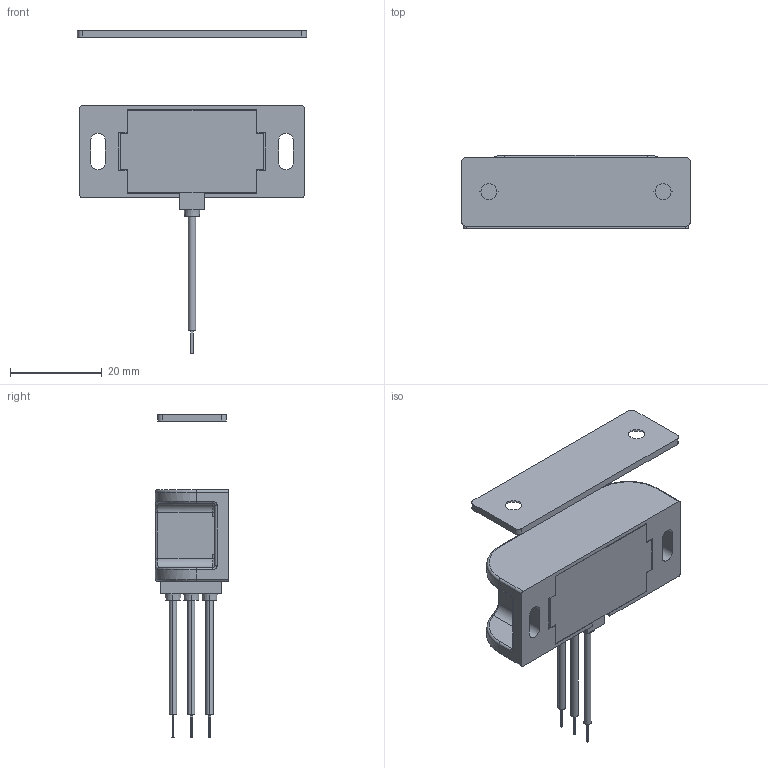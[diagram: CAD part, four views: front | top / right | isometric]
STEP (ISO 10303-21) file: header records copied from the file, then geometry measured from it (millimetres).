
FILE_DESCRIPTION (( 'STEP AP214' ), '1' );
FILE_NAME ('TL_402.STEP', '2015-02-23T00:33:21', ( '' ), ( '' ), 'SwSTEP 2.0', 'SolidWorks 2015', '' );
FILE_SCHEMA (( 'AUTOMOTIVE_DESIGN' ));
Length unit declared in the file: millimetre
Products named in the file (4): keeper; switch; housing; TL_402
Assembly tree (3 placements, depth 2):
  TL_402
    housing
    switch
    keeper
Bounding box: 50 x 16 x 70.65 mm (x, y, z)
Volume: 13679.2 mm3; surface area: 7020.2 mm2
Topology: 3 solids, 3 shells, 211 faces, 494 edges, 316 vertices
Faces by surface type: plane 95, cylinder 86, torus 16, cone 10, bspline 4
Entity records: 6494 total; most frequent: CARTESIAN_POINT 1327, DIRECTION 1120, ORIENTED_EDGE 988, EDGE_CURVE 494, AXIS2_PLACEMENT_3D 421, VERTEX_POINT 316, VECTOR 278, LINE 278
